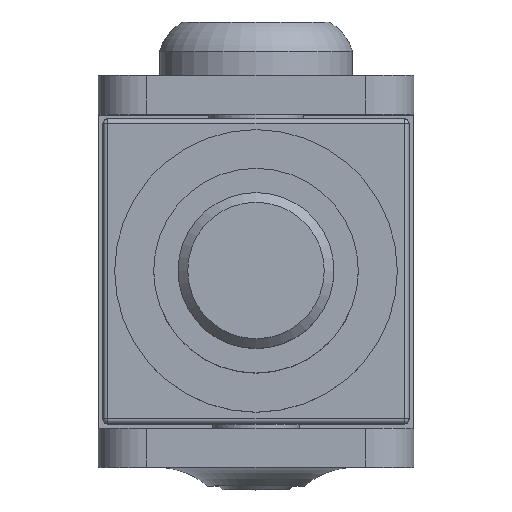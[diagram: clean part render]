
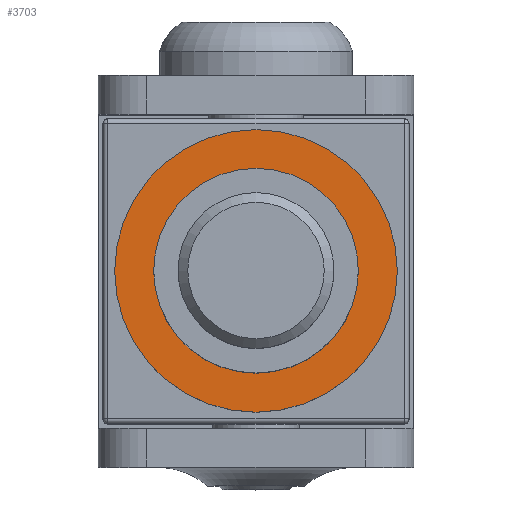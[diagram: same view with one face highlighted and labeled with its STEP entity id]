
A CAD part, top view. The second image highlights one B-rep face of the part: STEP entity #3703.
In plain terms, the highlighted planar face has unit normal (0, 0, 1).
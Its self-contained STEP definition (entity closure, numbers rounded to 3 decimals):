
#573 = AXIS2_PLACEMENT_3D ( 'NONE', #10427, #6684, #13887 ) ;
#1498 = AXIS2_PLACEMENT_3D ( 'NONE', #6104, #8528, #13228 ) ;
#1649 = ORIENTED_EDGE ( 'NONE', *, *, #8558, .F. ) ;
#2534 = VERTEX_POINT ( 'NONE', #12758 ) ;
#3297 = DIRECTION ( 'NONE',  ( 0., -1., 0. ) ) ;
#3703 = ADVANCED_FACE ( 'NONE', ( #13486, #4374 ), #5762, .T. ) ;
#4000 = VERTEX_POINT ( 'NONE', #11751 ) ;
#4337 = EDGE_LOOP ( 'NONE', ( #8492 ) ) ;
#4374 = FACE_OUTER_BOUND ( 'NONE', #13746, .T. ) ;
#5762 = PLANE ( 'NONE',  #10337 ) ;
#6104 = CARTESIAN_POINT ( 'NONE',  ( 0., 0., -4.5 ) ) ;
#6564 = CIRCLE ( 'NONE', #573, 10.5 ) ;
#6684 = DIRECTION ( 'NONE',  ( 0., 0., -1. ) ) ;
#7716 = CIRCLE ( 'NONE', #1498, 14.5 ) ;
#8204 = CARTESIAN_POINT ( 'NONE',  ( 0., 10.5, -4.5 ) ) ;
#8492 = ORIENTED_EDGE ( 'NONE', *, *, #10733, .T. ) ;
#8528 = DIRECTION ( 'NONE',  ( 0., 0., -1. ) ) ;
#8558 = EDGE_CURVE ( 'NONE', #2534, #2534, #7716, .T. ) ;
#9361 = DIRECTION ( 'NONE',  ( 0., 0., 1. ) ) ;
#10337 = AXIS2_PLACEMENT_3D ( 'NONE', #8204, #9361, #3297 ) ;
#10427 = CARTESIAN_POINT ( 'NONE',  ( 0., 0., -4.5 ) ) ;
#10733 = EDGE_CURVE ( 'NONE', #4000, #4000, #6564, .T. ) ;
#11751 = CARTESIAN_POINT ( 'NONE',  ( 0., 10.5, -4.5 ) ) ;
#12758 = CARTESIAN_POINT ( 'NONE',  ( 0., 14.5, -4.5 ) ) ;
#13228 = DIRECTION ( 'NONE',  ( 0., 1., 0. ) ) ;
#13486 = FACE_BOUND ( 'NONE', #4337, .T. ) ;
#13746 = EDGE_LOOP ( 'NONE', ( #1649 ) ) ;
#13887 = DIRECTION ( 'NONE',  ( 0., 1., 0. ) ) ;
